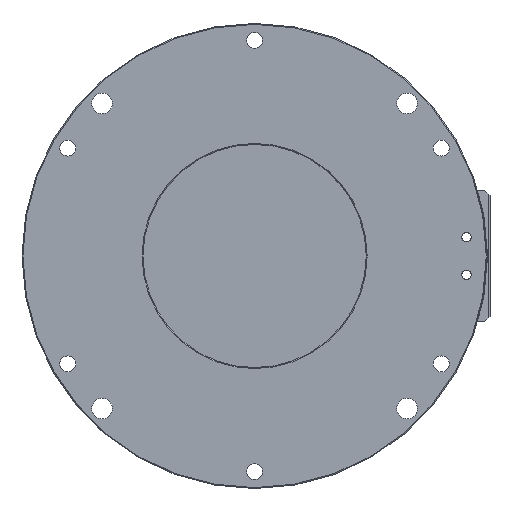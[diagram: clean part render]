
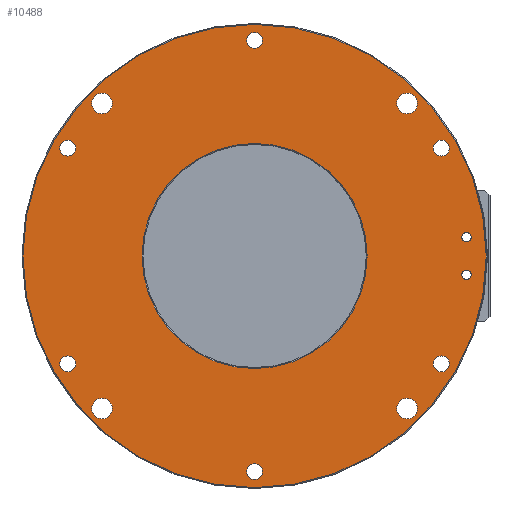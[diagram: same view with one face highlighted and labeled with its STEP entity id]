
A CAD part, left-side view. The second image highlights one B-rep face of the part: STEP entity #10488.
In plain terms, the highlighted planar face has unit normal (-1, 0, 0).
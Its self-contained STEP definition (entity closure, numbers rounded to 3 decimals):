
#41 = DIRECTION ( 'NONE',  ( 0., 0., -1. ) ) ;
#74 = VERTEX_POINT ( 'NONE', #2314 ) ;
#81 = DIRECTION ( 'NONE',  ( 1., 0., 0. ) ) ;
#92 = DIRECTION ( 'NONE',  ( 0., 0., -1. ) ) ;
#137 = CIRCLE ( 'NONE', #7610, 4.25 ) ;
#437 = ORIENTED_EDGE ( 'NONE', *, *, #6187, .T. ) ;
#461 = VERTEX_POINT ( 'NONE', #11599 ) ;
#497 = DIRECTION ( 'NONE',  ( 0., 0., -1. ) ) ;
#585 = CARTESIAN_POINT ( 'NONE',  ( -18., -81.317, 81.317 ) ) ;
#635 = DIRECTION ( 'NONE',  ( 0., 0., -1. ) ) ;
#720 = DIRECTION ( 'NONE',  ( 1., 0., 0. ) ) ;
#830 = CIRCLE ( 'NONE', #15138, 5.5 ) ;
#872 = EDGE_LOOP ( 'NONE', ( #14328 ) ) ;
#946 = AXIS2_PLACEMENT_3D ( 'NONE', #1010, #5430, #1314 ) ;
#1010 = CARTESIAN_POINT ( 'NONE',  ( -18., -113., -10. ) ) ;
#1038 = DIRECTION ( 'NONE',  ( 1., 0., 0. ) ) ;
#1162 = CIRCLE ( 'NONE', #946, 2.5 ) ;
#1314 = DIRECTION ( 'NONE',  ( 0., 0., -1. ) ) ;
#1336 = DIRECTION ( 'NONE',  ( 0., 0., 1. ) ) ;
#1544 = CARTESIAN_POINT ( 'NONE',  ( -18., 0., -115. ) ) ;
#1793 = CARTESIAN_POINT ( 'NONE',  ( -18., -113., -12.5 ) ) ;
#1798 = DIRECTION ( 'NONE',  ( 0., 0., -1. ) ) ;
#1842 = CARTESIAN_POINT ( 'NONE',  ( -18., 99.593, 53.25 ) ) ;
#2314 = CARTESIAN_POINT ( 'NONE',  ( -18., 0., -119.25 ) ) ;
#2405 = FACE_BOUND ( 'NONE', #3528, .T. ) ;
#2499 = EDGE_CURVE ( 'NONE', #9884, #9884, #1162, .T. ) ;
#2584 = CIRCLE ( 'NONE', #11695, 123.5 ) ;
#2660 = EDGE_LOOP ( 'NONE', ( #8476 ) ) ;
#2704 = CIRCLE ( 'NONE', #3229, 2.5 ) ;
#2719 = CIRCLE ( 'NONE', #6203, 60. ) ;
#2764 = DIRECTION ( 'NONE',  ( 0., 0., -1. ) ) ;
#2787 = FACE_BOUND ( 'NONE', #10581, .T. ) ;
#2796 = EDGE_LOOP ( 'NONE', ( #9426 ) ) ;
#2841 = AXIS2_PLACEMENT_3D ( 'NONE', #11887, #4673, #13105 ) ;
#3229 = AXIS2_PLACEMENT_3D ( 'NONE', #14531, #7282, #92 ) ;
#3315 = VERTEX_POINT ( 'NONE', #14030 ) ;
#3439 = CARTESIAN_POINT ( 'NONE',  ( -18., 81.317, -86.817 ) ) ;
#3528 = EDGE_LOOP ( 'NONE', ( #11808 ) ) ;
#3629 = AXIS2_PLACEMENT_3D ( 'NONE', #12089, #3730, #1336 ) ;
#3644 = EDGE_CURVE ( 'NONE', #15198, #15198, #11322, .T. ) ;
#3730 = DIRECTION ( 'NONE',  ( -1., 0., 0. ) ) ;
#3981 = CARTESIAN_POINT ( 'NONE',  ( -18., 99.593, -57.5 ) ) ;
#4278 = ORIENTED_EDGE ( 'NONE', *, *, #4524, .T. ) ;
#4524 = EDGE_CURVE ( 'NONE', #14431, #14431, #4866, .T. ) ;
#4559 = DIRECTION ( 'NONE',  ( 1., 0., 0. ) ) ;
#4673 = DIRECTION ( 'NONE',  ( 1., 0., 0. ) ) ;
#4750 = EDGE_LOOP ( 'NONE', ( #10470 ) ) ;
#4788 = VERTEX_POINT ( 'NONE', #13059 ) ;
#4866 = CIRCLE ( 'NONE', #6902, 4.25 ) ;
#5030 = CARTESIAN_POINT ( 'NONE',  ( -18., 81.317, 81.317 ) ) ;
#5181 = DIRECTION ( 'NONE',  ( 0., 0., -1. ) ) ;
#5231 = FACE_BOUND ( 'NONE', #12700, .T. ) ;
#5430 = DIRECTION ( 'NONE',  ( 1., 0., 0. ) ) ;
#5606 = FACE_BOUND ( 'NONE', #2660, .T. ) ;
#5616 = AXIS2_PLACEMENT_3D ( 'NONE', #585, #8979, #1798 ) ;
#5688 = EDGE_LOOP ( 'NONE', ( #11163 ) ) ;
#5705 = EDGE_CURVE ( 'NONE', #13292, #13292, #7033, .T. ) ;
#5793 = EDGE_CURVE ( 'NONE', #6855, #6855, #2719, .T. ) ;
#5822 = EDGE_LOOP ( 'NONE', ( #12609 ) ) ;
#5903 = EDGE_CURVE ( 'NONE', #461, #461, #830, .T. ) ;
#5972 = FACE_BOUND ( 'NONE', #6059, .T. ) ;
#6059 = EDGE_LOOP ( 'NONE', ( #4278 ) ) ;
#6187 = EDGE_CURVE ( 'NONE', #9680, #9680, #7393, .T. ) ;
#6203 = AXIS2_PLACEMENT_3D ( 'NONE', #14481, #7238, #41 ) ;
#6229 = DIRECTION ( 'NONE',  ( 0., 0., -1. ) ) ;
#6302 = EDGE_CURVE ( 'NONE', #3315, #3315, #2704, .T. ) ;
#6335 = FACE_BOUND ( 'NONE', #11837, .T. ) ;
#6398 = ORIENTED_EDGE ( 'NONE', *, *, #3644, .T. ) ;
#6855 = VERTEX_POINT ( 'NONE', #10371 ) ;
#6871 = AXIS2_PLACEMENT_3D ( 'NONE', #1544, #9964, #2764 ) ;
#6902 = AXIS2_PLACEMENT_3D ( 'NONE', #11782, #4559, #12986 ) ;
#7033 = CIRCLE ( 'NONE', #15436, 5.5 ) ;
#7238 = DIRECTION ( 'NONE',  ( 1., 0., 0. ) ) ;
#7271 = CARTESIAN_POINT ( 'NONE',  ( -18., -99.593, 57.5 ) ) ;
#7282 = DIRECTION ( 'NONE',  ( 1., 0., 0. ) ) ;
#7393 = CIRCLE ( 'NONE', #9128, 4.25 ) ;
#7575 = ORIENTED_EDGE ( 'NONE', *, *, #10603, .T. ) ;
#7610 = AXIS2_PLACEMENT_3D ( 'NONE', #3981, #12395, #5181 ) ;
#7632 = ORIENTED_EDGE ( 'NONE', *, *, #12555, .T. ) ;
#7679 = DIRECTION ( 'NONE',  ( 1., 0., 0. ) ) ;
#7815 = DIRECTION ( 'NONE',  ( 1., 0., 0. ) ) ;
#7867 = CARTESIAN_POINT ( 'NONE',  ( -18., 0., 110.75 ) ) ;
#7897 = CARTESIAN_POINT ( 'NONE',  ( -18., -99.593, -57.5 ) ) ;
#8127 = CARTESIAN_POINT ( 'NONE',  ( -18., 0., -123.5 ) ) ;
#8240 = CARTESIAN_POINT ( 'NONE',  ( -18., -81.317, -81.317 ) ) ;
#8406 = FACE_BOUND ( 'NONE', #11388, .T. ) ;
#8468 = DIRECTION ( 'NONE',  ( 0., 0., -1. ) ) ;
#8476 = ORIENTED_EDGE ( 'NONE', *, *, #12291, .T. ) ;
#8777 = FACE_BOUND ( 'NONE', #5688, .T. ) ;
#8979 = DIRECTION ( 'NONE',  ( 1., 0., 0. ) ) ;
#9111 = DIRECTION ( 'NONE',  ( 0., 0., -1. ) ) ;
#9128 = AXIS2_PLACEMENT_3D ( 'NONE', #7897, #720, #9111 ) ;
#9131 = CARTESIAN_POINT ( 'NONE',  ( -18., -81.317, -86.817 ) ) ;
#9157 = FACE_OUTER_BOUND ( 'NONE', #2796, .T. ) ;
#9277 = CARTESIAN_POINT ( 'NONE',  ( -18., -81.317, 75.817 ) ) ;
#9401 = AXIS2_PLACEMENT_3D ( 'NONE', #15082, #7815, #635 ) ;
#9416 = EDGE_CURVE ( 'NONE', #13467, #13467, #10355, .T. ) ;
#9426 = ORIENTED_EDGE ( 'NONE', *, *, #10672, .F. ) ;
#9444 = DIRECTION ( 'NONE',  ( 0., 0., -1. ) ) ;
#9472 = VERTEX_POINT ( 'NONE', #8127 ) ;
#9585 = ORIENTED_EDGE ( 'NONE', *, *, #5793, .T. ) ;
#9680 = VERTEX_POINT ( 'NONE', #12811 ) ;
#9884 = VERTEX_POINT ( 'NONE', #1793 ) ;
#9964 = DIRECTION ( 'NONE',  ( 1., 0., 0. ) ) ;
#10355 = CIRCLE ( 'NONE', #5616, 5.5 ) ;
#10371 = CARTESIAN_POINT ( 'NONE',  ( -18., 0., -60. ) ) ;
#10470 = ORIENTED_EDGE ( 'NONE', *, *, #14729, .T. ) ;
#10488 = ADVANCED_FACE ( 'NONE', ( #6335, #15619, #5972, #9157, #2787, #15246, #12017, #8777, #5606, #2405, #14861, #11646, #8406, #5231 ), #14577, .T. ) ;
#10581 = EDGE_LOOP ( 'NONE', ( #9585 ) ) ;
#10603 = EDGE_CURVE ( 'NONE', #12715, #12715, #137, .T. ) ;
#10672 = EDGE_CURVE ( 'NONE', #9472, #9472, #2584, .T. ) ;
#11163 = ORIENTED_EDGE ( 'NONE', *, *, #5705, .T. ) ;
#11322 = CIRCLE ( 'NONE', #9401, 4.25 ) ;
#11388 = EDGE_LOOP ( 'NONE', ( #7575 ) ) ;
#11587 = EDGE_LOOP ( 'NONE', ( #7632 ) ) ;
#11599 = CARTESIAN_POINT ( 'NONE',  ( -18., 81.317, 75.817 ) ) ;
#11646 = FACE_BOUND ( 'NONE', #4750, .T. ) ;
#11695 = AXIS2_PLACEMENT_3D ( 'NONE', #14958, #7679, #497 ) ;
#11782 = CARTESIAN_POINT ( 'NONE',  ( -18., 0., 115. ) ) ;
#11808 = ORIENTED_EDGE ( 'NONE', *, *, #2499, .T. ) ;
#11837 = EDGE_LOOP ( 'NONE', ( #437 ) ) ;
#11887 = CARTESIAN_POINT ( 'NONE',  ( -18., 81.317, -81.317 ) ) ;
#12017 = FACE_BOUND ( 'NONE', #872, .T. ) ;
#12089 = CARTESIAN_POINT ( 'NONE',  ( -18., 123.5, 0. ) ) ;
#12291 = EDGE_CURVE ( 'NONE', #14416, #14416, #12626, .T. ) ;
#12326 = ORIENTED_EDGE ( 'NONE', *, *, #6302, .T. ) ;
#12341 = CIRCLE ( 'NONE', #6871, 4.25 ) ;
#12395 = DIRECTION ( 'NONE',  ( 1., 0., 0. ) ) ;
#12555 = EDGE_CURVE ( 'NONE', #4788, #4788, #13196, .T. ) ;
#12609 = ORIENTED_EDGE ( 'NONE', *, *, #5903, .T. ) ;
#12626 = CIRCLE ( 'NONE', #2841, 5.5 ) ;
#12700 = EDGE_LOOP ( 'NONE', ( #6398 ) ) ;
#12715 = VERTEX_POINT ( 'NONE', #15396 ) ;
#12811 = CARTESIAN_POINT ( 'NONE',  ( -18., -99.593, -61.75 ) ) ;
#12986 = DIRECTION ( 'NONE',  ( 0., 0., -1. ) ) ;
#13059 = CARTESIAN_POINT ( 'NONE',  ( -18., -99.593, 53.25 ) ) ;
#13105 = DIRECTION ( 'NONE',  ( 0., 0., -1. ) ) ;
#13196 = CIRCLE ( 'NONE', #13331, 4.25 ) ;
#13292 = VERTEX_POINT ( 'NONE', #9131 ) ;
#13331 = AXIS2_PLACEMENT_3D ( 'NONE', #7271, #81, #8468 ) ;
#13467 = VERTEX_POINT ( 'NONE', #9277 ) ;
#13475 = DIRECTION ( 'NONE',  ( 1., 0., 0. ) ) ;
#14030 = CARTESIAN_POINT ( 'NONE',  ( -18., -113., 7.5 ) ) ;
#14328 = ORIENTED_EDGE ( 'NONE', *, *, #9416, .T. ) ;
#14416 = VERTEX_POINT ( 'NONE', #3439 ) ;
#14431 = VERTEX_POINT ( 'NONE', #7867 ) ;
#14481 = CARTESIAN_POINT ( 'NONE',  ( -18., 0., 0. ) ) ;
#14531 = CARTESIAN_POINT ( 'NONE',  ( -18., -113., 10. ) ) ;
#14577 = PLANE ( 'NONE',  #3629 ) ;
#14729 = EDGE_CURVE ( 'NONE', #74, #74, #12341, .T. ) ;
#14861 = FACE_BOUND ( 'NONE', #15068, .T. ) ;
#14958 = CARTESIAN_POINT ( 'NONE',  ( -18., 0., 0. ) ) ;
#15068 = EDGE_LOOP ( 'NONE', ( #12326 ) ) ;
#15082 = CARTESIAN_POINT ( 'NONE',  ( -18., 99.593, 57.5 ) ) ;
#15138 = AXIS2_PLACEMENT_3D ( 'NONE', #5030, #13475, #6229 ) ;
#15198 = VERTEX_POINT ( 'NONE', #1842 ) ;
#15246 = FACE_BOUND ( 'NONE', #5822, .T. ) ;
#15396 = CARTESIAN_POINT ( 'NONE',  ( -18., 99.593, -61.75 ) ) ;
#15436 = AXIS2_PLACEMENT_3D ( 'NONE', #8240, #1038, #9444 ) ;
#15619 = FACE_BOUND ( 'NONE', #11587, .T. ) ;
